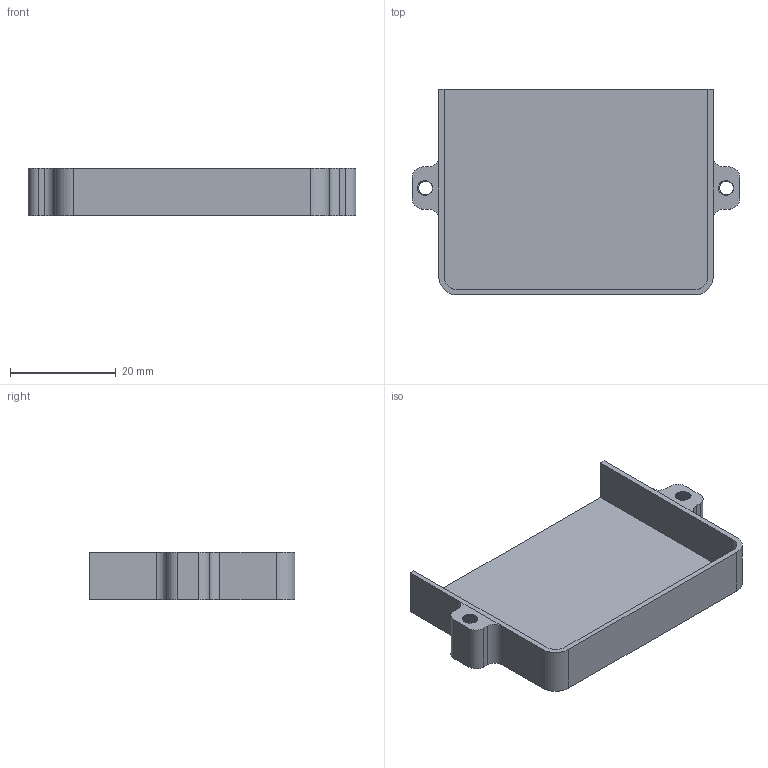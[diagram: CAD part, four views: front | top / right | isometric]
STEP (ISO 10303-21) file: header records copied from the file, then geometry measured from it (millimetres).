
FILE_DESCRIPTION(('FreeCAD Model'),'2;1');
FILE_NAME('Open CASCADE Shape Model','2024-08-03T00:17:02',(''),(''), 'Open CASCADE STEP processor 7.6','FreeCAD','Unknown');
FILE_SCHEMA(('AUTOMOTIVE_DESIGN { 1 0 10303 214 1 1 1 1 }'));
Length unit declared in the file: millimetre
Products named in the file (1): Device
Bounding box: 62 x 39 x 9 mm (x, y, z)
Volume: 3635.6 mm3; surface area: 6751.1 mm2
Topology: 1 solids, 1 shells, 244 faces, 526 edges, 284 vertices
Faces by surface type: bspline 156, cylinder 64, plane 24
Full cylindrical faces by diameter (mm): 2.65 x50
Entity records: 22924 total; most frequent: CARTESIAN_POINT 18905, ORIENTED_EDGE 1052, EDGE_CURVE 526, DIRECTION 370, B_SPLINE_CURVE_WITH_KNOTS 364, VERTEX_POINT 284, FACE_BOUND 248, EDGE_LOOP 248
